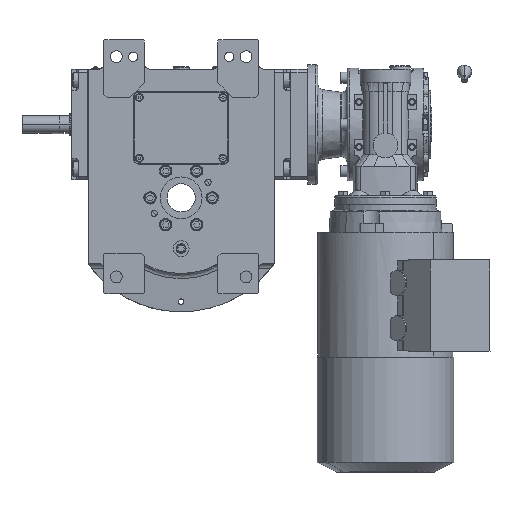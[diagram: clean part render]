
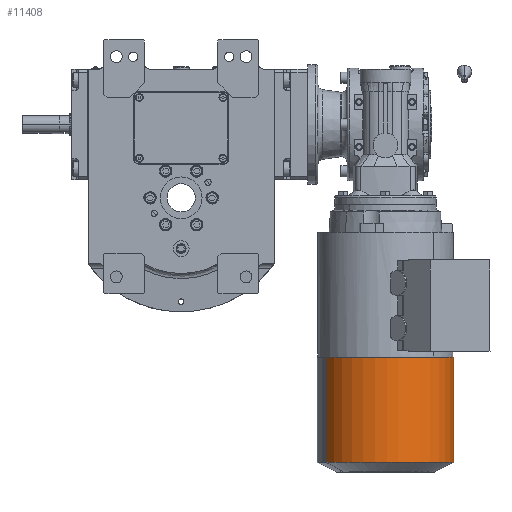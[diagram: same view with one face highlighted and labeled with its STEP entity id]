
A CAD part, front view. The second image highlights one B-rep face of the part: STEP entity #11408.
In plain terms, the highlighted cylindrical face has radius 60.5 mm (diameter 121 mm), a partial arc.
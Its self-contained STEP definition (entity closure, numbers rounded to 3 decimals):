
#2648 = EDGE_CURVE ( 'NONE', #50154, #89055, #9175, .T. ) ;
#6663 = VECTOR ( 'NONE', #37613, 1000. ) ;
#8939 = EDGE_LOOP ( 'NONE', ( #109392, #17350, #36937, #86601 ) ) ;
#9049 = CIRCLE ( 'NONE', #104189, 60.5 ) ;
#9066 = EDGE_CURVE ( 'NONE', #44013, #50154, #112142, .T. ) ;
#9175 = LINE ( 'NONE', #28974, #6663 ) ;
#9320 = CARTESIAN_POINT ( 'NONE',  ( -64.811, 8.35, 58.703 ) ) ;
#9651 = DIRECTION ( 'NONE',  ( -1., 0., 0. ) ) ;
#11315 = CYLINDRICAL_SURFACE ( 'NONE', #71492, 60.5 ) ;
#11408 = ADVANCED_FACE ( 'NONE', ( #59701 ), #11315, .T. ) ;
#17350 = ORIENTED_EDGE ( 'NONE', *, *, #2648, .F. ) ;
#17991 = DIRECTION ( 'NONE',  ( -1., 0., 0. ) ) ;
#20314 = CARTESIAN_POINT ( 'NONE',  ( -158.212, 8.35, 58.703 ) ) ;
#28974 = CARTESIAN_POINT ( 'NONE',  ( -158.212, -20.922, -58.703 ) ) ;
#36937 = ORIENTED_EDGE ( 'NONE', *, *, #9066, .F. ) ;
#37168 = LINE ( 'NONE', #9320, #81548 ) ;
#37613 = DIRECTION ( 'NONE',  ( 1., 0., 0. ) ) ;
#39172 = DIRECTION ( 'NONE',  ( 0., 0.242, 0.97 ) ) ;
#41053 = EDGE_CURVE ( 'NONE', #46460, #44013, #37168, .T. ) ;
#44013 = VERTEX_POINT ( 'NONE', #20314 ) ;
#46460 = VERTEX_POINT ( 'NONE', #100534 ) ;
#46918 = EDGE_CURVE ( 'NONE', #89055, #46460, #9049, .T. ) ;
#49745 = CARTESIAN_POINT ( 'NONE',  ( -26.951, -6.286, 0. ) ) ;
#50154 = VERTEX_POINT ( 'NONE', #94670 ) ;
#59169 = CARTESIAN_POINT ( 'NONE',  ( -64.811, -6.286, 0. ) ) ;
#59701 = FACE_OUTER_BOUND ( 'NONE', #8939, .T. ) ;
#65525 = CARTESIAN_POINT ( 'NONE',  ( -158.212, -6.286, 0. ) ) ;
#71492 = AXIS2_PLACEMENT_3D ( 'NONE', #49745, #115574, #39172 ) ;
#74850 = DIRECTION ( 'NONE',  ( 0., 0.242, 0.97 ) ) ;
#81548 = VECTOR ( 'NONE', #17991, 1000. ) ;
#85926 = DIRECTION ( 'NONE',  ( 1., 0., 0. ) ) ;
#86541 = DIRECTION ( 'NONE',  ( 0., -0.242, -0.97 ) ) ;
#86601 = ORIENTED_EDGE ( 'NONE', *, *, #41053, .F. ) ;
#89055 = VERTEX_POINT ( 'NONE', #120178 ) ;
#91053 = AXIS2_PLACEMENT_3D ( 'NONE', #65525, #9651, #74850 ) ;
#94670 = CARTESIAN_POINT ( 'NONE',  ( -158.212, -20.922, -58.703 ) ) ;
#100534 = CARTESIAN_POINT ( 'NONE',  ( -64.811, 8.35, 58.703 ) ) ;
#104189 = AXIS2_PLACEMENT_3D ( 'NONE', #59169, #85926, #86541 ) ;
#109392 = ORIENTED_EDGE ( 'NONE', *, *, #46918, .F. ) ;
#112142 = CIRCLE ( 'NONE', #91053, 60.5 ) ;
#115574 = DIRECTION ( 'NONE',  ( -1., 0., 0. ) ) ;
#120178 = CARTESIAN_POINT ( 'NONE',  ( -64.811, -20.922, -58.703 ) ) ;
